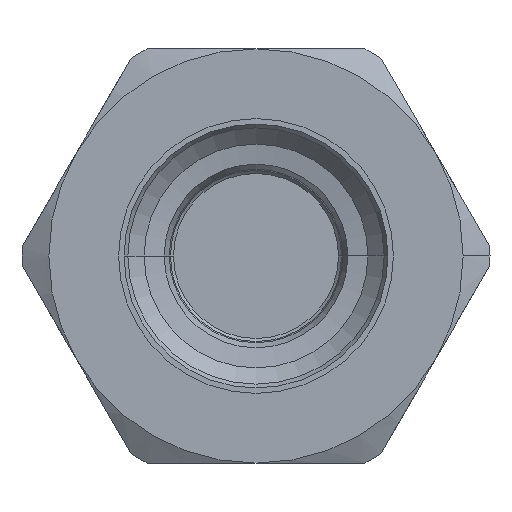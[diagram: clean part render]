
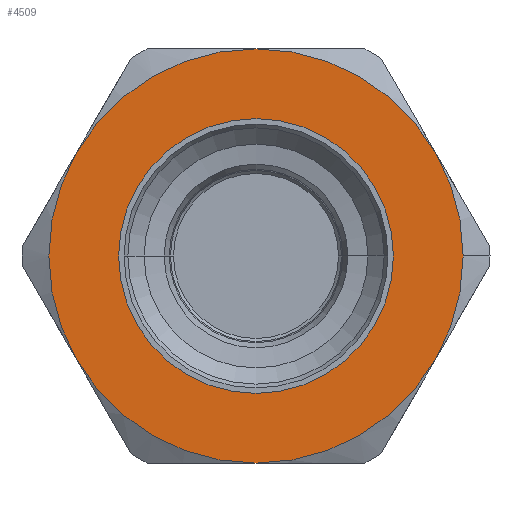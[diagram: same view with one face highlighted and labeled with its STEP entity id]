
A CAD part, left-side view. The second image highlights one B-rep face of the part: STEP entity #4509.
In plain terms, the highlighted planar face has unit normal (-1, 0, 0).
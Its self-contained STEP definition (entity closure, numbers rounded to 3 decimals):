
#7 = AXIS2_PLACEMENT_3D ( 'NONE', #1681, #4656, #2097 ) ;
#183 = AXIS2_PLACEMENT_3D ( 'NONE', #5150, #3906, #1389 ) ;
#269 = VERTEX_POINT ( 'NONE', #3504 ) ;
#426 = VERTEX_POINT ( 'NONE', #526 ) ;
#427 = CARTESIAN_POINT ( 'NONE',  ( 0., 8.955, 0. ) ) ;
#491 = CARTESIAN_POINT ( 'NONE',  ( 0., 0., 0. ) ) ;
#500 = DIRECTION ( 'NONE',  ( -1., 0., 0. ) ) ;
#526 = CARTESIAN_POINT ( 'NONE',  ( 0., 0., 13.5 ) ) ;
#537 = PLANE ( 'NONE',  #183 ) ;
#597 = DIRECTION ( 'NONE',  ( -1., 0., 0. ) ) ;
#779 = AXIS2_PLACEMENT_3D ( 'NONE', #3110, #597, #3532 ) ;
#873 = CARTESIAN_POINT ( 'NONE',  ( 0., 11.691, -6.75 ) ) ;
#905 = DIRECTION ( 'NONE',  ( 0., 1., 0. ) ) ;
#906 = CIRCLE ( 'NONE', #1876, 8.955 ) ;
#908 = CIRCLE ( 'NONE', #3930, 13.5 ) ;
#1013 = VERTEX_POINT ( 'NONE', #4772 ) ;
#1165 = AXIS2_PLACEMENT_3D ( 'NONE', #1700, #4678, #2127 ) ;
#1254 = FACE_OUTER_BOUND ( 'NONE', #5167, .T. ) ;
#1368 = DIRECTION ( 'NONE',  ( -1., 0., 0. ) ) ;
#1389 = DIRECTION ( 'NONE',  ( 0., -1., 0. ) ) ;
#1576 = ORIENTED_EDGE ( 'NONE', *, *, #3837, .T. ) ;
#1603 = VERTEX_POINT ( 'NONE', #4469 ) ;
#1681 = CARTESIAN_POINT ( 'NONE',  ( 0., 0., 0. ) ) ;
#1700 = CARTESIAN_POINT ( 'NONE',  ( 0., 0., 0. ) ) ;
#1725 = CARTESIAN_POINT ( 'NONE',  ( 0., 0., 0. ) ) ;
#1876 = AXIS2_PLACEMENT_3D ( 'NONE', #2057, #5022, #2480 ) ;
#2007 = AXIS2_PLACEMENT_3D ( 'NONE', #491, #3431, #905 ) ;
#2043 = CIRCLE ( 'NONE', #779, 13.5 ) ;
#2057 = CARTESIAN_POINT ( 'NONE',  ( 0., 0., 0. ) ) ;
#2097 = DIRECTION ( 'NONE',  ( 0., 1., 0. ) ) ;
#2127 = DIRECTION ( 'NONE',  ( 0., 1., 0. ) ) ;
#2149 = DIRECTION ( 'NONE',  ( 0., 1., 0. ) ) ;
#2181 = VERTEX_POINT ( 'NONE', #427 ) ;
#2279 = ORIENTED_EDGE ( 'NONE', *, *, #4909, .T. ) ;
#2290 = CIRCLE ( 'NONE', #7, 13.5 ) ;
#2321 = ORIENTED_EDGE ( 'NONE', *, *, #3986, .T. ) ;
#2381 = CARTESIAN_POINT ( 'NONE',  ( 0., 0., 0. ) ) ;
#2480 = DIRECTION ( 'NONE',  ( 0., 1., 0. ) ) ;
#2482 = CIRCLE ( 'NONE', #1165, 13.5 ) ;
#2499 = CIRCLE ( 'NONE', #4256, 13.5 ) ;
#2807 = DIRECTION ( 'NONE',  ( 0., 1., 0. ) ) ;
#2818 = CIRCLE ( 'NONE', #4407, 13.5 ) ;
#2930 = EDGE_LOOP ( 'NONE', ( #4730, #5225 ) ) ;
#2992 = EDGE_CURVE ( 'NONE', #1603, #2181, #906, .T. ) ;
#3013 = CARTESIAN_POINT ( 'NONE',  ( 0., 0., 0. ) ) ;
#3017 = CARTESIAN_POINT ( 'NONE',  ( 0., -13.5, 0. ) ) ;
#3085 = EDGE_CURVE ( 'NONE', #2181, #1603, #5328, .T. ) ;
#3110 = CARTESIAN_POINT ( 'NONE',  ( 0., 0., 0. ) ) ;
#3322 = CARTESIAN_POINT ( 'NONE',  ( 0., 11.691, 6.75 ) ) ;
#3341 = CIRCLE ( 'NONE', #2007, 13.5 ) ;
#3362 = FACE_BOUND ( 'NONE', #2930, .T. ) ;
#3390 = VERTEX_POINT ( 'NONE', #3526 ) ;
#3431 = DIRECTION ( 'NONE',  ( -1., 0., 0. ) ) ;
#3440 = DIRECTION ( 'NONE',  ( 0., 1., 0. ) ) ;
#3458 = ORIENTED_EDGE ( 'NONE', *, *, #3720, .T. ) ;
#3504 = CARTESIAN_POINT ( 'NONE',  ( 0., 0., -13.5 ) ) ;
#3526 = CARTESIAN_POINT ( 'NONE',  ( 0., -11.691, -6.75 ) ) ;
#3532 = DIRECTION ( 'NONE',  ( 0., 1., 0. ) ) ;
#3692 = ORIENTED_EDGE ( 'NONE', *, *, #5154, .T. ) ;
#3720 = EDGE_CURVE ( 'NONE', #269, #3390, #2482, .T. ) ;
#3765 = VERTEX_POINT ( 'NONE', #873 ) ;
#3837 = EDGE_CURVE ( 'NONE', #3765, #269, #3341, .T. ) ;
#3854 = AXIS2_PLACEMENT_3D ( 'NONE', #1725, #4695, #2149 ) ;
#3886 = CARTESIAN_POINT ( 'NONE',  ( 0., 0., 0. ) ) ;
#3906 = DIRECTION ( 'NONE',  ( 1., 0., 0. ) ) ;
#3930 = AXIS2_PLACEMENT_3D ( 'NONE', #3013, #500, #3440 ) ;
#3986 = EDGE_CURVE ( 'NONE', #426, #4319, #2043, .T. ) ;
#4256 = AXIS2_PLACEMENT_3D ( 'NONE', #3886, #1368, #4328 ) ;
#4319 = VERTEX_POINT ( 'NONE', #3322 ) ;
#4328 = DIRECTION ( 'NONE',  ( 0., 1., 0. ) ) ;
#4385 = EDGE_CURVE ( 'NONE', #1013, #426, #2290, .T. ) ;
#4407 = AXIS2_PLACEMENT_3D ( 'NONE', #2381, #5333, #2807 ) ;
#4469 = CARTESIAN_POINT ( 'NONE',  ( 0., -8.955, 0. ) ) ;
#4486 = EDGE_CURVE ( 'NONE', #3390, #4506, #2499, .T. ) ;
#4506 = VERTEX_POINT ( 'NONE', #3017 ) ;
#4509 = ADVANCED_FACE ( 'NONE', ( #3362, #1254 ), #537, .F. ) ;
#4603 = ORIENTED_EDGE ( 'NONE', *, *, #4385, .T. ) ;
#4656 = DIRECTION ( 'NONE',  ( -1., 0., 0. ) ) ;
#4678 = DIRECTION ( 'NONE',  ( -1., 0., 0. ) ) ;
#4695 = DIRECTION ( 'NONE',  ( -1., 0., 0. ) ) ;
#4730 = ORIENTED_EDGE ( 'NONE', *, *, #3085, .F. ) ;
#4772 = CARTESIAN_POINT ( 'NONE',  ( 0., -11.691, 6.75 ) ) ;
#4909 = EDGE_CURVE ( 'NONE', #4319, #3765, #908, .T. ) ;
#5022 = DIRECTION ( 'NONE',  ( -1., 0., 0. ) ) ;
#5108 = ORIENTED_EDGE ( 'NONE', *, *, #4486, .T. ) ;
#5150 = CARTESIAN_POINT ( 'NONE',  ( 0., 0., -8.955 ) ) ;
#5154 = EDGE_CURVE ( 'NONE', #4506, #1013, #2818, .T. ) ;
#5167 = EDGE_LOOP ( 'NONE', ( #1576, #3458, #5108, #3692, #4603, #2321, #2279 ) ) ;
#5225 = ORIENTED_EDGE ( 'NONE', *, *, #2992, .F. ) ;
#5328 = CIRCLE ( 'NONE', #3854, 8.955 ) ;
#5333 = DIRECTION ( 'NONE',  ( -1., 0., 0. ) ) ;
